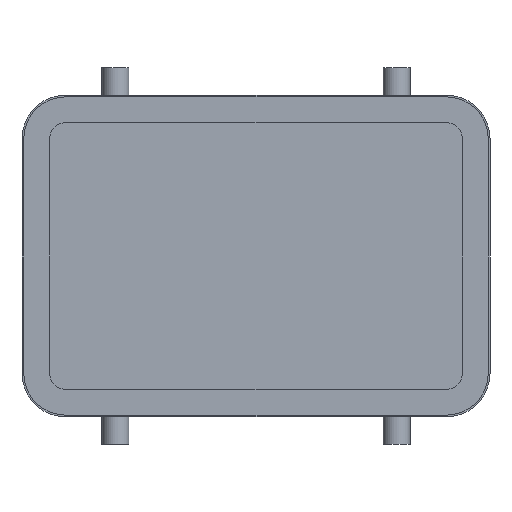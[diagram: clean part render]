
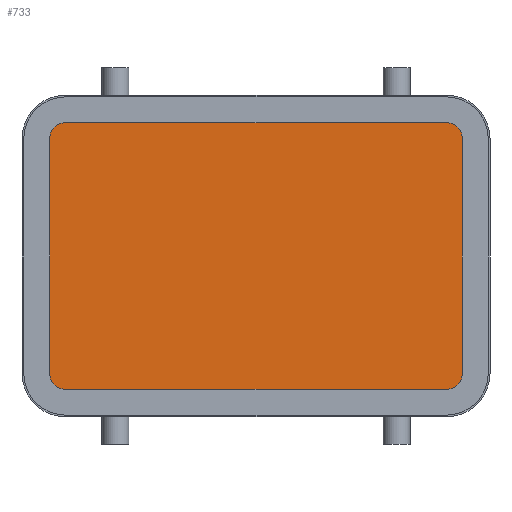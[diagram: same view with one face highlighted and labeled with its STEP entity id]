
A CAD part, front view. The second image highlights one B-rep face of the part: STEP entity #733.
In plain terms, the highlighted planar face has unit normal (0, -1, 0).
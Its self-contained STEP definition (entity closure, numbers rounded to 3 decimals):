
#374=CIRCLE('',#6389,2.68);
#375=CIRCLE('',#6390,2.68);
#376=CIRCLE('',#6391,2.68);
#377=CIRCLE('',#6392,2.68);
#733=ADVANCED_FACE('',(#1287),#1015,.F.);
#1015=PLANE('',#6393);
#1287=FACE_OUTER_BOUND('',#1579,.T.);
#1579=EDGE_LOOP('',(#2825,#2826,#2827,#2828,#2829,#2830,#2831,#2832));
#2825=ORIENTED_EDGE('',*,*,#4500,.T.);
#2826=ORIENTED_EDGE('',*,*,#4501,.T.);
#2827=ORIENTED_EDGE('',*,*,#4502,.T.);
#2828=ORIENTED_EDGE('',*,*,#4503,.T.);
#2829=ORIENTED_EDGE('',*,*,#4504,.T.);
#2830=ORIENTED_EDGE('',*,*,#4505,.T.);
#2831=ORIENTED_EDGE('',*,*,#4506,.T.);
#2832=ORIENTED_EDGE('',*,*,#4507,.T.);
#3728=VERTEX_POINT('',#9408);
#3729=VERTEX_POINT('',#9409);
#3730=VERTEX_POINT('',#9411);
#3731=VERTEX_POINT('',#9413);
#3732=VERTEX_POINT('',#9415);
#3733=VERTEX_POINT('',#9417);
#3734=VERTEX_POINT('',#9419);
#3735=VERTEX_POINT('',#9421);
#4500=EDGE_CURVE('',#3728,#3729,#374,.T.);
#4501=EDGE_CURVE('',#3729,#3730,#5261,.T.);
#4502=EDGE_CURVE('',#3730,#3731,#375,.T.);
#4503=EDGE_CURVE('',#3731,#3732,#5262,.T.);
#4504=EDGE_CURVE('',#3732,#3733,#376,.T.);
#4505=EDGE_CURVE('',#3733,#3734,#5263,.T.);
#4506=EDGE_CURVE('',#3734,#3735,#377,.T.);
#4507=EDGE_CURVE('',#3735,#3728,#5264,.T.);
#5261=LINE('',#9410,#5992);
#5262=LINE('',#9414,#5993);
#5263=LINE('',#9418,#5994);
#5264=LINE('',#9422,#5995);
#5992=VECTOR('',#7663,1.);
#5993=VECTOR('',#7666,1.);
#5994=VECTOR('',#7669,1.);
#5995=VECTOR('',#7672,1.);
#6389=AXIS2_PLACEMENT_3D('',#9407,#7661,#7662);
#6390=AXIS2_PLACEMENT_3D('',#9412,#7664,#7665);
#6391=AXIS2_PLACEMENT_3D('',#9416,#7667,#7668);
#6392=AXIS2_PLACEMENT_3D('',#9420,#7670,#7671);
#6393=AXIS2_PLACEMENT_3D('',#9423,#7673,#7674);
#7661=DIRECTION('',(0.,-1.,0.));
#7662=DIRECTION('',(0.,0.,-1.));
#7663=DIRECTION('',(0.,0.,1.));
#7664=DIRECTION('',(0.,-1.,0.));
#7665=DIRECTION('',(1.,0.,0.));
#7666=DIRECTION('',(-1.,0.,0.));
#7667=DIRECTION('',(0.,-1.,0.));
#7668=DIRECTION('',(0.,0.,1.));
#7669=DIRECTION('',(0.,0.,-1.));
#7670=DIRECTION('',(0.,-1.,0.));
#7671=DIRECTION('',(-1.,0.,0.));
#7672=DIRECTION('',(1.,0.,0.));
#7673=DIRECTION('',(0.,1.,0.));
#7674=DIRECTION('',(1.,0.,0.));
#9407=CARTESIAN_POINT('',(34.,7.5,-21.));
#9408=CARTESIAN_POINT('',(34.,7.5,-23.68));
#9409=CARTESIAN_POINT('',(36.68,7.5,-21.));
#9410=CARTESIAN_POINT('',(36.68,7.5,-21.));
#9411=CARTESIAN_POINT('',(36.68,7.5,21.));
#9412=CARTESIAN_POINT('',(34.,7.5,21.));
#9413=CARTESIAN_POINT('',(34.,7.5,23.68));
#9414=CARTESIAN_POINT('',(34.,7.5,23.68));
#9415=CARTESIAN_POINT('',(-34.,7.5,23.68));
#9416=CARTESIAN_POINT('',(-34.,7.5,21.));
#9417=CARTESIAN_POINT('',(-36.68,7.5,21.));
#9418=CARTESIAN_POINT('',(-36.68,7.5,21.));
#9419=CARTESIAN_POINT('',(-36.68,7.5,-21.));
#9420=CARTESIAN_POINT('',(-34.,7.5,-21.));
#9421=CARTESIAN_POINT('',(-34.,7.5,-23.68));
#9422=CARTESIAN_POINT('',(-34.,7.5,-23.68));
#9423=CARTESIAN_POINT('',(-40.348,7.5,26.048));
